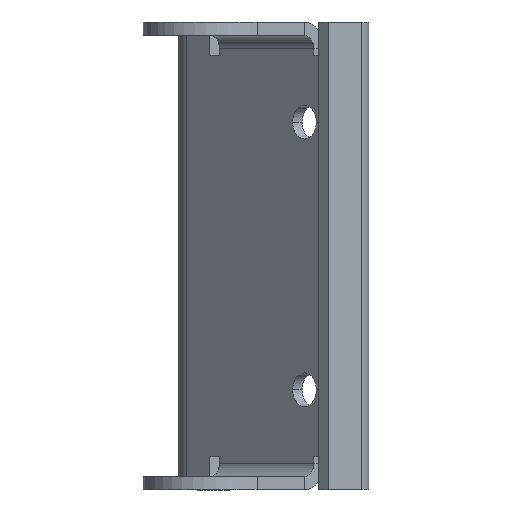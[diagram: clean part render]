
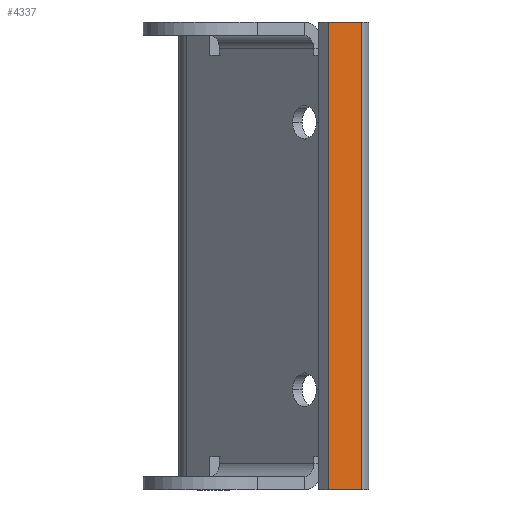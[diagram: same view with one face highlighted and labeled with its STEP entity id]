
A CAD part, left-side view. The second image highlights one B-rep face of the part: STEP entity #4337.
In plain terms, the highlighted planar face has unit normal (-0.707, -0.707, 0).
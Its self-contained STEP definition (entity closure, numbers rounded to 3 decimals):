
#245 = VECTOR ( 'NONE', #4188, 1000. ) ;
#291 = DIRECTION ( 'NONE',  ( 0.707, 0.707, 0. ) ) ;
#393 = ORIENTED_EDGE ( 'NONE', *, *, #4621, .T. ) ;
#403 = DIRECTION ( 'NONE',  ( 0., 0., -1. ) ) ;
#500 = EDGE_CURVE ( 'NONE', #3437, #4265, #2612, .T. ) ;
#538 = DIRECTION ( 'NONE',  ( 0.707, -0.707, 0. ) ) ;
#553 = ORIENTED_EDGE ( 'NONE', *, *, #500, .T. ) ;
#815 = EDGE_CURVE ( 'NONE', #1446, #1576, #1230, .T. ) ;
#945 = CARTESIAN_POINT ( 'NONE',  ( -50.707, -36.565, 35. ) ) ;
#1003 = CARTESIAN_POINT ( 'NONE',  ( -50.707, -36.565, -35. ) ) ;
#1230 = LINE ( 'NONE', #3111, #245 ) ;
#1438 = CARTESIAN_POINT ( 'NONE',  ( -43.636, -43.636, 35. ) ) ;
#1446 = VERTEX_POINT ( 'NONE', #1632 ) ;
#1546 = CARTESIAN_POINT ( 'NONE',  ( -43.636, -43.636, -35. ) ) ;
#1576 = VERTEX_POINT ( 'NONE', #3564 ) ;
#1632 = CARTESIAN_POINT ( 'NONE',  ( -45.757, -41.515, 35. ) ) ;
#2070 = DIRECTION ( 'NONE',  ( -0.707, 0.707, 0. ) ) ;
#2071 = EDGE_CURVE ( 'NONE', #3437, #1446, #4017, .T. ) ;
#2095 = EDGE_LOOP ( 'NONE', ( #393, #3713, #3070, #553 ) ) ;
#2452 = DIRECTION ( 'NONE',  ( 0.707, -0.707, 0. ) ) ;
#2597 = AXIS2_PLACEMENT_3D ( 'NONE', #3576, #291, #2070 ) ;
#2612 = LINE ( 'NONE', #4485, #4052 ) ;
#2658 = VECTOR ( 'NONE', #2452, 1000. ) ;
#2882 = PLANE ( 'NONE',  #2597 ) ;
#3070 = ORIENTED_EDGE ( 'NONE', *, *, #2071, .F. ) ;
#3111 = CARTESIAN_POINT ( 'NONE',  ( -45.757, -41.515, 35. ) ) ;
#3210 = FACE_OUTER_BOUND ( 'NONE', #2095, .T. ) ;
#3437 = VERTEX_POINT ( 'NONE', #945 ) ;
#3564 = CARTESIAN_POINT ( 'NONE',  ( -45.757, -41.515, -35. ) ) ;
#3576 = CARTESIAN_POINT ( 'NONE',  ( -43.636, -43.636, 35. ) ) ;
#3616 = VECTOR ( 'NONE', #538, 1000. ) ;
#3713 = ORIENTED_EDGE ( 'NONE', *, *, #815, .F. ) ;
#4017 = LINE ( 'NONE', #1438, #2658 ) ;
#4052 = VECTOR ( 'NONE', #403, 1000. ) ;
#4188 = DIRECTION ( 'NONE',  ( 0., 0., -1. ) ) ;
#4265 = VERTEX_POINT ( 'NONE', #1003 ) ;
#4337 = ADVANCED_FACE ( 'NONE', ( #3210 ), #2882, .F. ) ;
#4485 = CARTESIAN_POINT ( 'NONE',  ( -50.707, -36.565, 35. ) ) ;
#4521 = LINE ( 'NONE', #1546, #3616 ) ;
#4621 = EDGE_CURVE ( 'NONE', #4265, #1576, #4521, .T. ) ;
